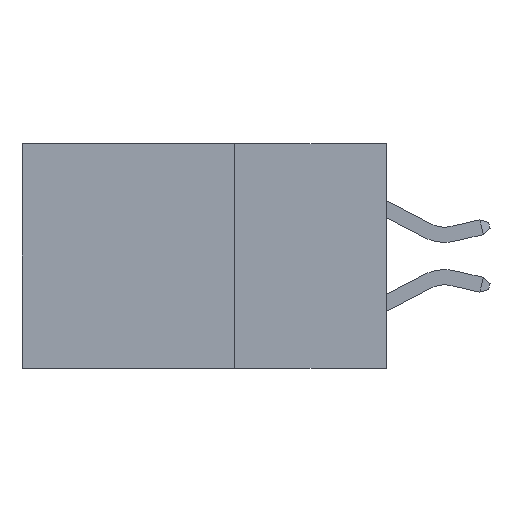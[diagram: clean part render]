
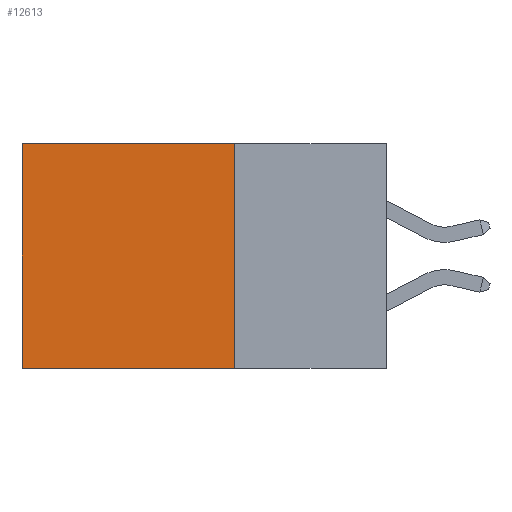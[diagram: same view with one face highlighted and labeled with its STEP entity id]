
A CAD part, left-side view. The second image highlights one B-rep face of the part: STEP entity #12613.
In plain terms, the highlighted planar face has unit normal (-1, 0, 0).
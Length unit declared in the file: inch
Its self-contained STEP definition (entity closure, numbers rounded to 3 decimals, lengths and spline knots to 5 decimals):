
#65 = CARTESIAN_POINT ( 'NONE',  ( 0.298, 0.6, 0. ) ) ;
#475 = DIRECTION ( 'NONE',  ( 0., 0., -1. ) ) ;
#662 = DIRECTION ( 'NONE',  ( 0., 1., 0. ) ) ;
#856 = VERTEX_POINT ( 'NONE', #7306 ) ;
#956 = LINE ( 'NONE', #1724, #11544 ) ;
#1380 = DIRECTION ( 'NONE',  ( 1., 0., 0. ) ) ;
#1541 = EDGE_CURVE ( 'NONE', #3866, #856, #956, .T. ) ;
#1724 = CARTESIAN_POINT ( 'NONE',  ( 0.298, 0.25, 0. ) ) ;
#1888 = VERTEX_POINT ( 'NONE', #8139 ) ;
#2744 = VECTOR ( 'NONE', #8468, 39.37008 ) ;
#2779 = CARTESIAN_POINT ( 'NONE',  ( 0.298, 0.25, 0. ) ) ;
#3072 = VECTOR ( 'NONE', #662, 39.37008 ) ;
#3300 = ORIENTED_EDGE ( 'NONE', *, *, #3428, .T. ) ;
#3428 = EDGE_CURVE ( 'NONE', #3866, #7714, #11028, .T. ) ;
#3653 = CARTESIAN_POINT ( 'NONE',  ( 0.298, 0.6, 0. ) ) ;
#3763 = CARTESIAN_POINT ( 'NONE',  ( 0.298, 0.25, 0. ) ) ;
#3866 = VERTEX_POINT ( 'NONE', #3763 ) ;
#3892 = CARTESIAN_POINT ( 'NONE',  ( 0.298, 0.25, 0. ) ) ;
#4468 = ORIENTED_EDGE ( 'NONE', *, *, #1541, .F. ) ;
#4566 = VECTOR ( 'NONE', #10295, 39.37008 ) ;
#6376 = AXIS2_PLACEMENT_3D ( 'NONE', #3892, #1380, #475 ) ;
#6447 = FACE_OUTER_BOUND ( 'NONE', #13163, .T. ) ;
#6715 = PLANE ( 'NONE',  #6376 ) ;
#7306 = CARTESIAN_POINT ( 'NONE',  ( 0.298, 0.25, -0.37 ) ) ;
#7714 = VERTEX_POINT ( 'NONE', #3653 ) ;
#8139 = CARTESIAN_POINT ( 'NONE',  ( 0.298, 0.6, -0.37 ) ) ;
#8468 = DIRECTION ( 'NONE',  ( 0., 1., 0. ) ) ;
#8750 = ORIENTED_EDGE ( 'NONE', *, *, #9224, .T. ) ;
#9073 = ORIENTED_EDGE ( 'NONE', *, *, #9721, .F. ) ;
#9075 = LINE ( 'NONE', #65, #4566 ) ;
#9224 = EDGE_CURVE ( 'NONE', #7714, #1888, #9075, .T. ) ;
#9721 = EDGE_CURVE ( 'NONE', #856, #1888, #12479, .T. ) ;
#10295 = DIRECTION ( 'NONE',  ( 0., 0., -1. ) ) ;
#11028 = LINE ( 'NONE', #2779, #3072 ) ;
#11544 = VECTOR ( 'NONE', #12178, 39.37008 ) ;
#12178 = DIRECTION ( 'NONE',  ( 0., 0., -1. ) ) ;
#12479 = LINE ( 'NONE', #12687, #2744 ) ;
#12613 = ADVANCED_FACE ( 'NONE', ( #6447 ), #6715, .F. ) ;
#12687 = CARTESIAN_POINT ( 'NONE',  ( 0.298, 0.25, -0.37 ) ) ;
#13163 = EDGE_LOOP ( 'NONE', ( #8750, #9073, #4468, #3300 ) ) ;
